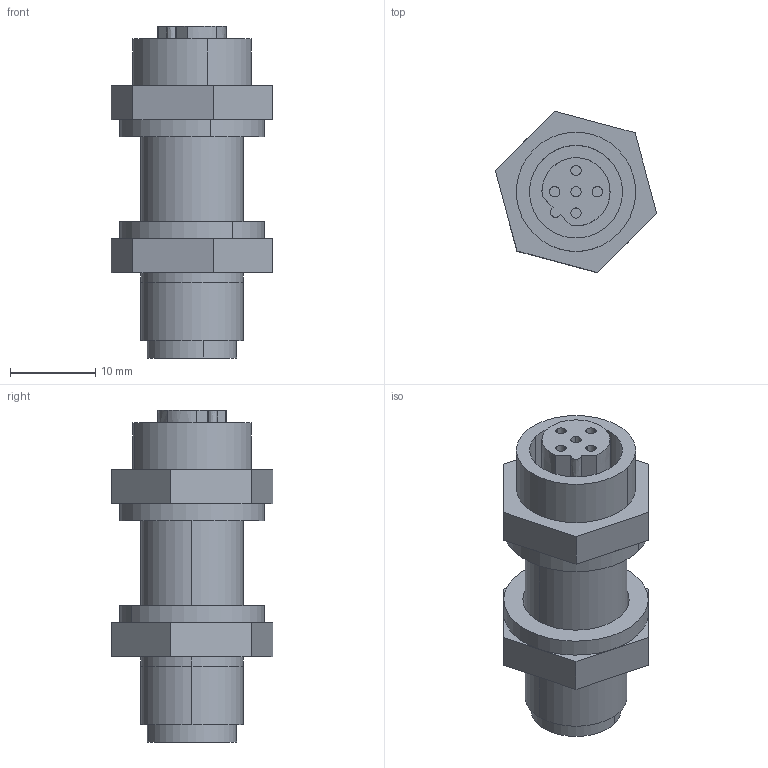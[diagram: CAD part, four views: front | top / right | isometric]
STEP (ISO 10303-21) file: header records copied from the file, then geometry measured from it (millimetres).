
FILE_DESCRIPTION(('CATIA V5 STEP Exchange','CAx-IF Rec.Pracs.--- Model Styling and Organization---1.4--- 2014-01-23'),'2;1');
FILE_NAME ('453310-2_0_2485310000_2485310000.stp','2022-03-08T05:10:50+00:00',('none'),('Weidmueller'),'CATIA Version 5-6 Release 2016 SP3 HF44','CATIA V5 STEP AP214','none');
FILE_SCHEMA(('AUTOMOTIVE_DESIGN { 1 0 10303 214 1 1 1 1 }'));
Length unit declared in the file: millimetre
Products named in the file (1): 2485310000
Bounding box: 18.96 x 18.96 x 39 mm (x, y, z)
Volume: 4992 mm3; surface area: 4331 mm2
Topology: 4 solids, 4 shells, 100 faces, 234 edges, 154 vertices
Faces by surface type: plane 40, cylinder 40, extrusion 20
Entity records: 2996 total; most frequent: CARTESIAN_POINT 852, ORIENTED_EDGE 468, DIRECTION 309, EDGE_CURVE 234, VERTEX_POINT 154, VECTOR 131, AXIS2_PLACEMENT_3D 129, EDGE_LOOP 126
